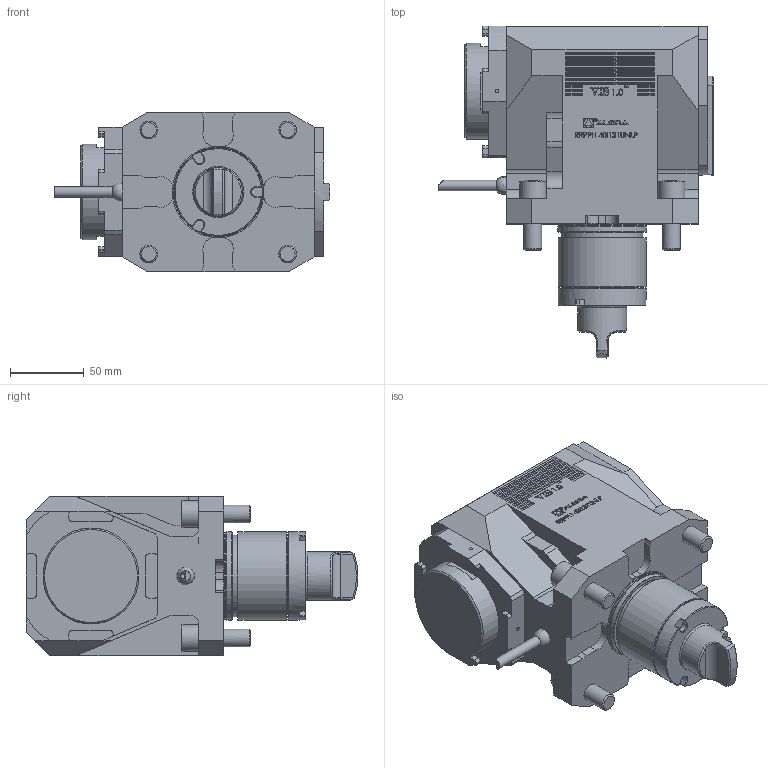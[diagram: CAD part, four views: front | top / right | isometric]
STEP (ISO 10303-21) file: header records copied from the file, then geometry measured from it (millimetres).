
FILE_DESCRIPTION (( 'STEP AP214' ), '1' );
FILE_NAME ('RRPPH40I131UNLP.STEP', '2025-09-01T14:04:42', ( '' ), ( '' ), 'SwSTEP 2.0', 'SolidWorks 2023', '' );
FILE_SCHEMA (( 'AUTOMOTIVE_DESIGN' ));
Length unit declared in the file: millimetre
Products named in the file (1): RRPPH40I131UNLP
Bounding box: 186.5 x 224.8 x 108 mm (x, y, z)
Volume: 2035421.6 mm3; surface area: 126801.3 mm2
Topology: 1 solids, 1 shells, 962 faces, 2510 edges, 1663 vertices
Faces by surface type: plane 655, bspline 145, cylinder 128, cone 25, torus 8, sphere 1
Full cylindrical faces by diameter (mm): 1.7 x1, 2.1 x1, 4 x1, 6.366 x1, 7 x1, 12 x4, 18 x4, 33 x1, 55.2 x1, 59.5 x1, 59.7 x1, 59.8 x1, 59.9 x1, 65 x1
Entity records: 40606 total; most frequent: CARTESIAN_POINT 14918, ORIENTED_EDGE 4896, DIRECTION 3958, EDGE_CURVE 2448, VECTOR 1804, LINE 1804, VERTEX_POINT 1645, EDGE_LOOP 1119
